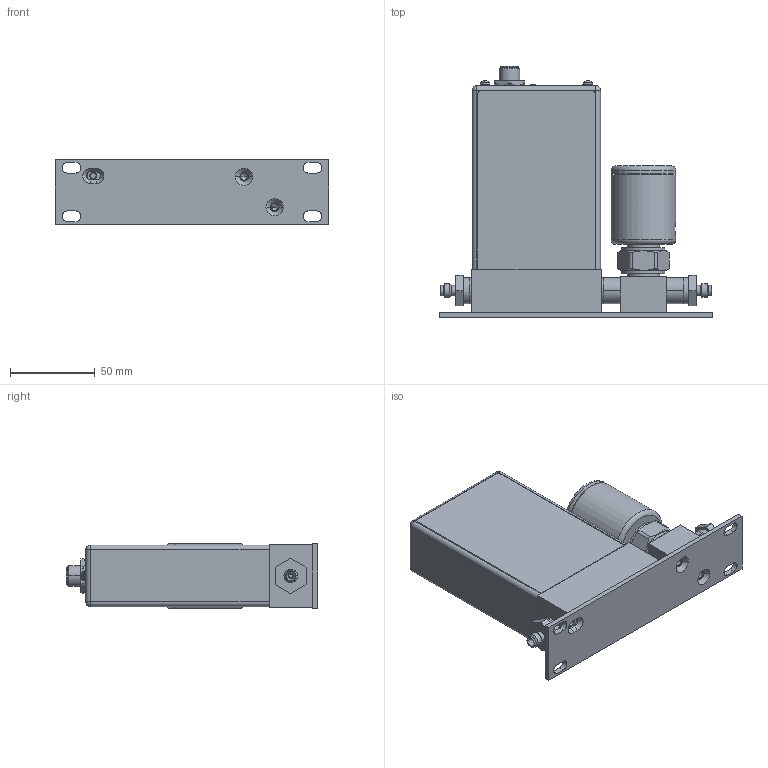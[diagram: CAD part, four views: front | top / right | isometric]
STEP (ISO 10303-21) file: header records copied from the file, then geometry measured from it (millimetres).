
FILE_DESCRIPTION((''),'2;1');
FILE_NAME('GV50A_DNET_4VCR_ASM','2015-09-16T',('cockrofm'),(''),'PRO/ENGINEER BY PARAMETRIC TECHNOLOGY CORPORATION, 2011490','PRO/ENGINEER BY PARAMETRIC TECHNOLOGY CORPORATION, 2011490','');
FILE_SCHEMA(('CONFIG_CONTROL_DESIGN'));
Length unit declared in the file: inch
Products named in the file (28): 119000_MNTG-PLATE_1; 1041553_FLOWBODY_NOT-USED_1; 1041560_BRACKET_1; 1041561_BRACKET_1; 1042117_DNET_MAIN_BD_1; 110-8017_CONN-2POS-SINGLE_1; 1041767_LED_1; 110-0187-3-PIN-HEADER_1; 1041769_LED_1; PRT0013; 1014224_SWITCH_1; 1003675_SWITCH_1; 1032904_DNET-CONN_1; 072-8550_MJTP1236E_1; 1042118_DNET_MAIN_BD_ASM_1_ASM; 1042450_ENCLOSURE_1; 133675_DNET_CONN_NUT_1; 1042639_LABEL_1; 160-3700_1; PRT0014; 160-9715_1; 1043970_LABEL_TOP_DNET_1; 1040814_DNET_NO_OUTLET_FITTING__ASM; 116653-P1_FULL-VALVE_1; 1040814_W-VALVE_DNET_ASM_ASM; 1051904_FITTING; 1052579_FITTING; GV50A_DNET_4VCR_ASM
Assembly tree (34 placements, depth 5):
  GV50A_DNET_4VCR_ASM
    1040814_W-VALVE_DNET_ASM_ASM
      119000_MNTG-PLATE_1
      1040814_DNET_NO_OUTLET_FITTING__ASM
        1041553_FLOWBODY_NOT-USED_1
        1041560_BRACKET_1
        1041561_BRACKET_1
        1042118_DNET_MAIN_BD_ASM_1_ASM
          1042117_DNET_MAIN_BD_1
          110-8017_CONN-2POS-SINGLE_1
          1041767_LED_1
          110-0187-3-PIN-HEADER_1
          1041769_LED_1
          PRT0013
          1014224_SWITCH_1
          1003675_SWITCH_1  x2
          1032904_DNET-CONN_1
          072-8550_MJTP1236E_1
        1042450_ENCLOSURE_1
        133675_DNET_CONN_NUT_1
        1042639_LABEL_1
        160-3700_1  x2
        PRT0014  x5
        160-9715_1  x2
        1043970_LABEL_TOP_DNET_1
      116653-P1_FULL-VALVE_1
    1051904_FITTING
    1052579_FITTING
Bounding box: 160.78 x 147.94 x 38.17 mm (x, y, z)
Volume: 213968.8 mm3; surface area: 142707 mm2
Topology: 31 solids, 46 shells, 1579 faces, 3873 edges, 2464 vertices
Faces by surface type: plane 746, cylinder 497, extrusion 140, torus 92, cone 64, sphere 36, bspline 4
Entity records: 37365 total; most frequent: CARTESIAN_POINT 7630, DIRECTION 6327, ORIENTED_EDGE 5738, EDGE_CURVE 2939, AXIS2_PLACEMENT_3D 2301, VERTEX_POINT 1950, VECTOR 1725, LINE 1685
